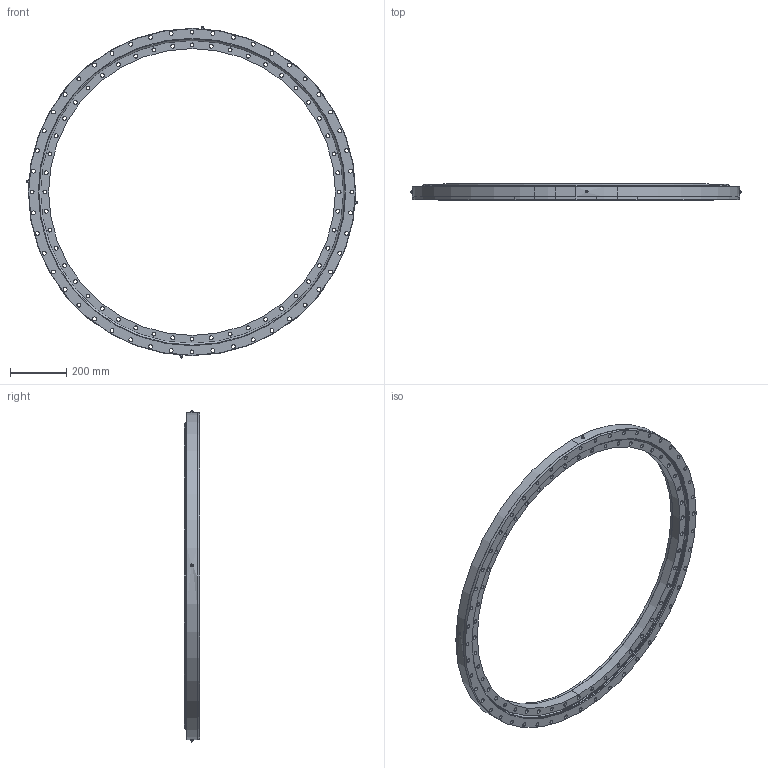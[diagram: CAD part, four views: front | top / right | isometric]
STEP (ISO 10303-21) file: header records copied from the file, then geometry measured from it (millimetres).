
FILE_DESCRIPTION (( 'STEP AP203' ), '1' );
FILE_NAME ('33-1091-01.STEP', '2017-12-28T14:08:14', ( 'defontaine' ), ( 'Hewlett-Packard Company' ), 'SwSTEP 2.0', 'SolidWorks 2016', '' );
FILE_SCHEMA (( 'CONFIG_CONTROL_DESIGN' ));
Length unit declared in the file: millimetre
Products named in the file (1): 33-1091-01
Bounding box: 1183.06 x 56 x 1183.06 mm (x, y, z)
Volume: 9307886.3 mm3; surface area: 1578785.4 mm2
Topology: 9 solids, 9 shells, 350 faces, 911 edges, 595 vertices
Faces by surface type: cylinder 228, plane 54, cone 32, torus 26, sphere 10
Entity records: 11923 total; most frequent: CARTESIAN_POINT 2367, DIRECTION 2150, ORIENTED_EDGE 1812, AXIS2_PLACEMENT_3D 909, EDGE_CURVE 906, VERTEX_POINT 592, EDGE_LOOP 576, CIRCLE 558
